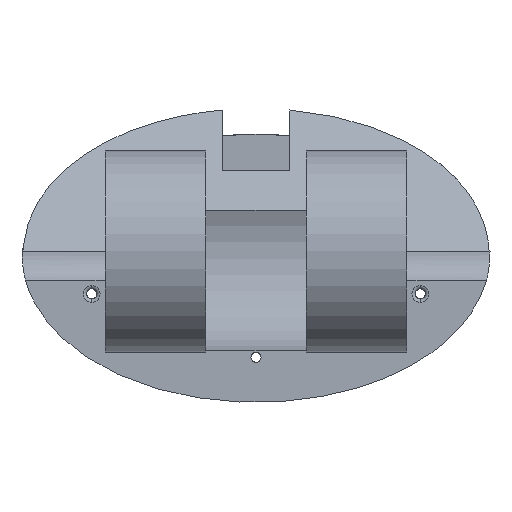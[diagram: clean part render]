
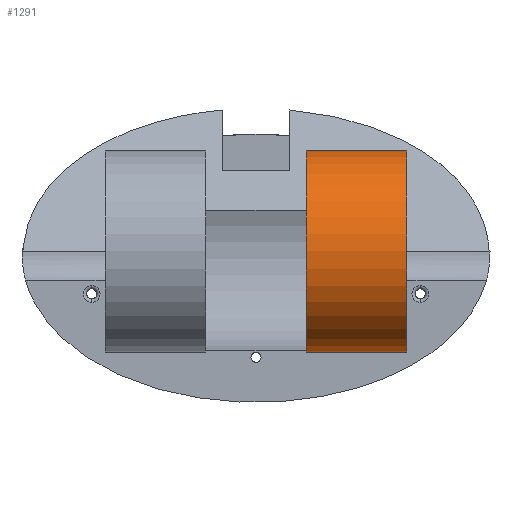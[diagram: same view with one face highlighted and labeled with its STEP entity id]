
A CAD part, front view. The second image highlights one B-rep face of the part: STEP entity #1291.
In plain terms, the highlighted cylindrical face has radius 3 mm (diameter 6 mm), a partial arc.
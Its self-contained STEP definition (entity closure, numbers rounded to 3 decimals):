
#49 = VECTOR ( 'NONE', #2455, 1000. ) ;
#185 = CARTESIAN_POINT ( 'NONE',  ( 1.5, -13.575, 0.235 ) ) ;
#201 = EDGE_CURVE ( 'NONE', #541, #2221, #893, .T. ) ;
#403 = DIRECTION ( 'NONE',  ( -1., 0., 0. ) ) ;
#430 = DIRECTION ( 'NONE',  ( 0., 0., 1. ) ) ;
#527 = CARTESIAN_POINT ( 'NONE',  ( 4.5, -13.575, -2.765 ) ) ;
#541 = VERTEX_POINT ( 'NONE', #2546 ) ;
#583 = AXIS2_PLACEMENT_3D ( 'NONE', #1917, #403, #430 ) ;
#800 = ORIENTED_EDGE ( 'NONE', *, *, #201, .F. ) ;
#848 = CYLINDRICAL_SURFACE ( 'NONE', #583, 3. ) ;
#893 = CIRCLE ( 'NONE', #2574, 3. ) ;
#984 = DIRECTION ( 'NONE',  ( -1., 0., 0. ) ) ;
#1033 = DIRECTION ( 'NONE',  ( 1., 0., 0. ) ) ;
#1058 = EDGE_LOOP ( 'NONE', ( #2225, #800, #1474, #1726 ) ) ;
#1291 = ADVANCED_FACE ( 'NONE', ( #1887 ), #848, .T. ) ;
#1366 = AXIS2_PLACEMENT_3D ( 'NONE', #185, #1033, #1652 ) ;
#1474 = ORIENTED_EDGE ( 'NONE', *, *, #1855, .T. ) ;
#1652 = DIRECTION ( 'NONE',  ( 0., 0., -1. ) ) ;
#1682 = CARTESIAN_POINT ( 'NONE',  ( 1.5, -13.575, -2.765 ) ) ;
#1703 = CARTESIAN_POINT ( 'NONE',  ( 4.5, -13.575, -2.765 ) ) ;
#1726 = ORIENTED_EDGE ( 'NONE', *, *, #2153, .T. ) ;
#1855 = EDGE_CURVE ( 'NONE', #541, #2431, #2438, .T. ) ;
#1885 = EDGE_CURVE ( 'NONE', #2221, #2711, #2678, .T. ) ;
#1887 = FACE_OUTER_BOUND ( 'NONE', #1058, .T. ) ;
#1917 = CARTESIAN_POINT ( 'NONE',  ( 4.5, -13.575, 0.235 ) ) ;
#1926 = CARTESIAN_POINT ( 'NONE',  ( 1.5, -13.575, 3.235 ) ) ;
#2045 = VECTOR ( 'NONE', #984, 1000. ) ;
#2079 = DIRECTION ( 'NONE',  ( 0., 0., -1. ) ) ;
#2153 = EDGE_CURVE ( 'NONE', #2431, #2711, #2700, .T. ) ;
#2221 = VERTEX_POINT ( 'NONE', #1703 ) ;
#2225 = ORIENTED_EDGE ( 'NONE', *, *, #1885, .F. ) ;
#2297 = CARTESIAN_POINT ( 'NONE',  ( 4.5, -13.575, 0.235 ) ) ;
#2311 = DIRECTION ( 'NONE',  ( 1., 0., 0. ) ) ;
#2431 = VERTEX_POINT ( 'NONE', #1926 ) ;
#2438 = LINE ( 'NONE', #2638, #49 ) ;
#2455 = DIRECTION ( 'NONE',  ( -1., 0., 0. ) ) ;
#2546 = CARTESIAN_POINT ( 'NONE',  ( 4.5, -13.575, 3.235 ) ) ;
#2574 = AXIS2_PLACEMENT_3D ( 'NONE', #2297, #2311, #2079 ) ;
#2638 = CARTESIAN_POINT ( 'NONE',  ( 4.5, -13.575, 3.235 ) ) ;
#2678 = LINE ( 'NONE', #527, #2045 ) ;
#2700 = CIRCLE ( 'NONE', #1366, 3. ) ;
#2711 = VERTEX_POINT ( 'NONE', #1682 ) ;
